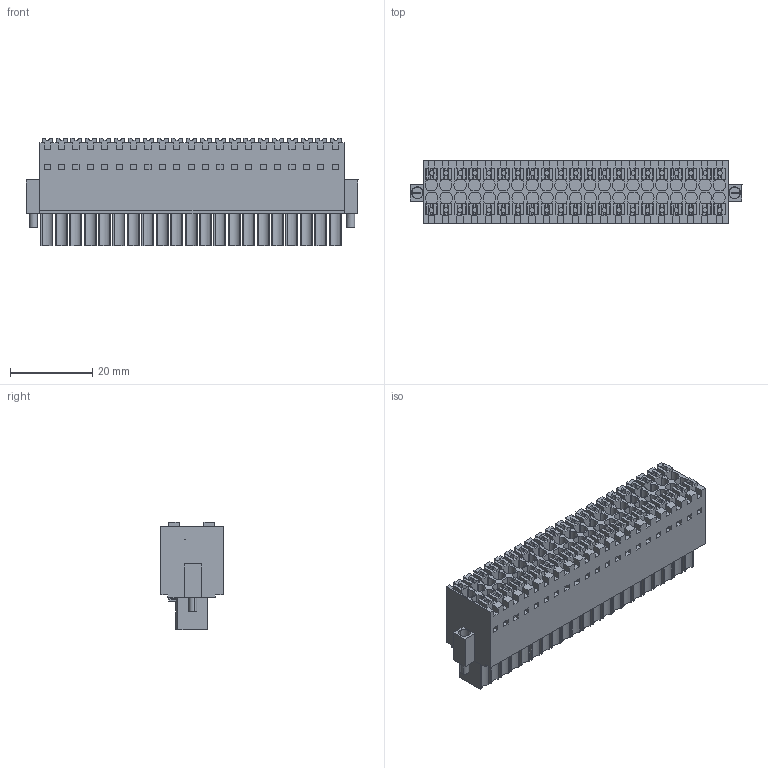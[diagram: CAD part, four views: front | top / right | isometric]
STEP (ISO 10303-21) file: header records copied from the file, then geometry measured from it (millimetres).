
FILE_DESCRIPTION(('CATIA V5 STEP Exchange','CAx-IF Rec.Pracs.--- Model Styling and Organization---1.4--- 2014-01-23'),'2;1');
FILE_NAME ('D1489334_0', '2022-08-08T11:36:43+00:00', ('none'), ('Weidmueller'), 'CATIA Version 5-6 Release 2016 SP3 HF44', 'CATIA V5 STEP AP214', 'none');
FILE_SCHEMA(('AUTOMOTIVE_DESIGN { 1 0 10303 214 1 1 1 1 }'));
Products named in the file (1): 2558580000
Bounding box: 80.65 x 15.2 x 26.05 mm (x, y, z)
Volume: 21317.4 mm3; surface area: 15232.7 mm2
Topology: 45 solids, 45 shells, 2192 faces, 6105 edges, 4070 vertices
Faces by surface type: plane 1966, cylinder 226
Entity records: 64992 total; most frequent: CARTESIAN_POINT 13322, ORIENTED_EDGE 12210, DIRECTION 8060, EDGE_CURVE 6105, VECTOR 5225, LINE 5225, VERTEX_POINT 4070, EDGE_LOOP 2347
